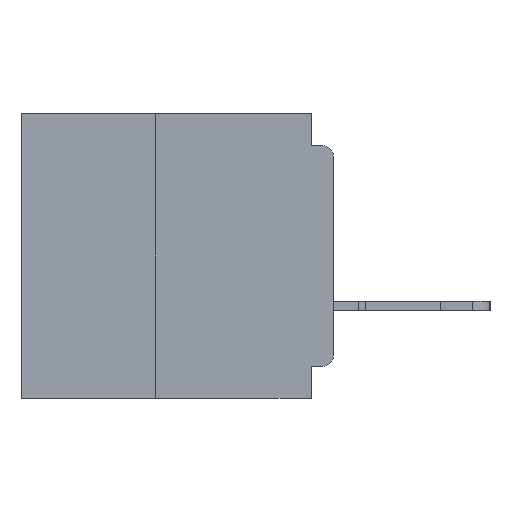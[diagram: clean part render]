
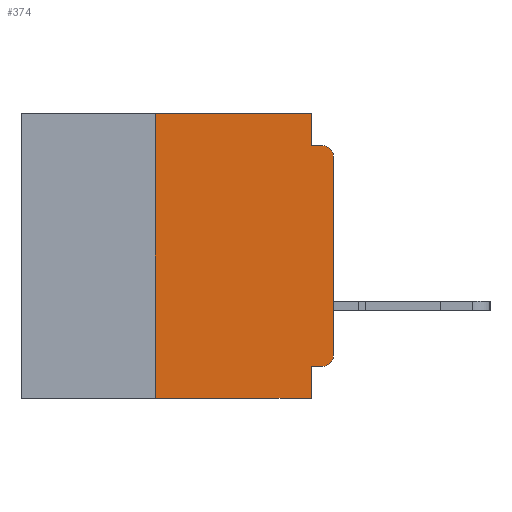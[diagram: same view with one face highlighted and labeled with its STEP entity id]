
A CAD part, left-side view. The second image highlights one B-rep face of the part: STEP entity #374.
In plain terms, the highlighted planar face has unit normal (-1, 0, 0).
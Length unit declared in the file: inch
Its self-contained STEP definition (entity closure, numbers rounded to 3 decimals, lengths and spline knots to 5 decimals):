
#374 = ADVANCED_FACE ( 'NONE', ( #52840 ), #19308, .F. ) ;
#2724 = VERTEX_POINT ( 'NONE', #50179 ) ;
#3159 = VECTOR ( 'NONE', #13968, 39.37008 ) ;
#3182 = LINE ( 'NONE', #59500, #54278 ) ;
#4160 = DIRECTION ( 'NONE',  ( 0., 0., -1. ) ) ;
#4915 = CIRCLE ( 'NONE', #22561, 0.015 ) ;
#5659 = DIRECTION ( 'NONE',  ( 0., -1., 0. ) ) ;
#7059 = CARTESIAN_POINT ( 'NONE',  ( 0., 0.25, -0.4 ) ) ;
#7441 = CARTESIAN_POINT ( 'NONE',  ( 0., 0.015, -0.06 ) ) ;
#7464 = CARTESIAN_POINT ( 'NONE',  ( 0., 0.015, -0.045 ) ) ;
#7992 = ORIENTED_EDGE ( 'NONE', *, *, #50110, .F. ) ;
#8368 = VECTOR ( 'NONE', #5659, 39.37008 ) ;
#8671 = CARTESIAN_POINT ( 'NONE',  ( 0., 0., -0.34 ) ) ;
#8984 = CARTESIAN_POINT ( 'NONE',  ( 0., 0.437, -0.4 ) ) ;
#9861 = CARTESIAN_POINT ( 'NONE',  ( 0., 0., -0.06 ) ) ;
#10382 = VECTOR ( 'NONE', #18819, 39.37008 ) ;
#11036 = VECTOR ( 'NONE', #14266, 39.37008 ) ;
#11075 = EDGE_CURVE ( 'NONE', #12644, #51192, #4915, .T. ) ;
#11334 = VECTOR ( 'NONE', #22505, 39.37008 ) ;
#12049 = DIRECTION ( 'NONE',  ( 0., 0., 1. ) ) ;
#12425 = DIRECTION ( 'NONE',  ( 0., 0., -1. ) ) ;
#12644 = VERTEX_POINT ( 'NONE', #9861 ) ;
#13968 = DIRECTION ( 'NONE',  ( 0., -1., 0. ) ) ;
#14266 = DIRECTION ( 'NONE',  ( 0., 1., 0. ) ) ;
#15289 = EDGE_CURVE ( 'NONE', #33298, #51822, #63560, .T. ) ;
#15314 = VERTEX_POINT ( 'NONE', #58941 ) ;
#17593 = ORIENTED_EDGE ( 'NONE', *, *, #54310, .F. ) ;
#18059 = LINE ( 'NONE', #47713, #42826 ) ;
#18104 = ORIENTED_EDGE ( 'NONE', *, *, #49361, .F. ) ;
#18819 = DIRECTION ( 'NONE',  ( 0., -1., 0. ) ) ;
#18964 = DIRECTION ( 'NONE',  ( 0., 0., -1. ) ) ;
#19105 = DIRECTION ( 'NONE',  ( 1., 0., 0. ) ) ;
#19308 = PLANE ( 'NONE',  #55636 ) ;
#19318 = CARTESIAN_POINT ( 'NONE',  ( 0., 0.437, 0. ) ) ;
#19482 = CARTESIAN_POINT ( 'NONE',  ( 0., 0., -0.355 ) ) ;
#19791 = ORIENTED_EDGE ( 'NONE', *, *, #42005, .F. ) ;
#22505 = DIRECTION ( 'NONE',  ( 0., 0., 1. ) ) ;
#22561 = AXIS2_PLACEMENT_3D ( 'NONE', #7441, #42099, #12425 ) ;
#23831 = EDGE_LOOP ( 'NONE', ( #31687, #54057, #18104, #19791, #17593, #36216, #35898, #7992, #54343, #38427 ) ) ;
#24949 = VERTEX_POINT ( 'NONE', #31708 ) ;
#26295 = VECTOR ( 'NONE', #12049, 39.37008 ) ;
#27660 = LINE ( 'NONE', #32249, #11334 ) ;
#28786 = CARTESIAN_POINT ( 'NONE',  ( 0., 0., -0.045 ) ) ;
#29600 = LINE ( 'NONE', #8984, #3159 ) ;
#30012 = DIRECTION ( 'NONE',  ( 0., 0., -1. ) ) ;
#30972 = LINE ( 'NONE', #7059, #26295 ) ;
#31687 = ORIENTED_EDGE ( 'NONE', *, *, #61470, .T. ) ;
#31708 = CARTESIAN_POINT ( 'NONE',  ( 0., 0.031, 0. ) ) ;
#32249 = CARTESIAN_POINT ( 'NONE',  ( 0., 0., 0. ) ) ;
#33177 = LINE ( 'NONE', #35388, #8368 ) ;
#33298 = VERTEX_POINT ( 'NONE', #54706 ) ;
#33893 = DIRECTION ( 'NONE',  ( -1., 0., 0. ) ) ;
#35388 = CARTESIAN_POINT ( 'NONE',  ( 0., 0.437, 0. ) ) ;
#35898 = ORIENTED_EDGE ( 'NONE', *, *, #44542, .T. ) ;
#36216 = ORIENTED_EDGE ( 'NONE', *, *, #43434, .F. ) ;
#38427 = ORIENTED_EDGE ( 'NONE', *, *, #58189, .T. ) ;
#39375 = VERTEX_POINT ( 'NONE', #8671 ) ;
#40839 = VERTEX_POINT ( 'NONE', #41216 ) ;
#41216 = CARTESIAN_POINT ( 'NONE',  ( 0., 0.25, -0.4 ) ) ;
#42005 = EDGE_CURVE ( 'NONE', #24949, #2724, #3182, .T. ) ;
#42099 = DIRECTION ( 'NONE',  ( -1., 0., 0. ) ) ;
#42826 = VECTOR ( 'NONE', #62680, 39.37008 ) ;
#43434 = EDGE_CURVE ( 'NONE', #40839, #15314, #30972, .T. ) ;
#44542 = EDGE_CURVE ( 'NONE', #40839, #58109, #29600, .T. ) ;
#47713 = CARTESIAN_POINT ( 'NONE',  ( 0., 0.031, -0.4 ) ) ;
#49361 = EDGE_CURVE ( 'NONE', #2724, #51192, #54473, .T. ) ;
#50110 = EDGE_CURVE ( 'NONE', #51822, #58109, #18059, .T. ) ;
#50179 = CARTESIAN_POINT ( 'NONE',  ( 0., 0.031, -0.045 ) ) ;
#50468 = AXIS2_PLACEMENT_3D ( 'NONE', #63349, #33893, #4160 ) ;
#51192 = VERTEX_POINT ( 'NONE', #7464 ) ;
#51279 = CIRCLE ( 'NONE', #50468, 0.015 ) ;
#51822 = VERTEX_POINT ( 'NONE', #62020 ) ;
#52840 = FACE_OUTER_BOUND ( 'NONE', #23831, .T. ) ;
#53474 = CARTESIAN_POINT ( 'NONE',  ( 0., 0.031, -0.4 ) ) ;
#54057 = ORIENTED_EDGE ( 'NONE', *, *, #11075, .T. ) ;
#54278 = VECTOR ( 'NONE', #30012, 39.37008 ) ;
#54310 = EDGE_CURVE ( 'NONE', #15314, #24949, #33177, .T. ) ;
#54343 = ORIENTED_EDGE ( 'NONE', *, *, #15289, .F. ) ;
#54473 = LINE ( 'NONE', #28786, #10382 ) ;
#54706 = CARTESIAN_POINT ( 'NONE',  ( 0., 0.015, -0.355 ) ) ;
#55636 = AXIS2_PLACEMENT_3D ( 'NONE', #19318, #19105, #18964 ) ;
#58109 = VERTEX_POINT ( 'NONE', #53474 ) ;
#58189 = EDGE_CURVE ( 'NONE', #33298, #39375, #51279, .T. ) ;
#58941 = CARTESIAN_POINT ( 'NONE',  ( 0., 0.25, 0. ) ) ;
#59500 = CARTESIAN_POINT ( 'NONE',  ( 0., 0.031, 0. ) ) ;
#61470 = EDGE_CURVE ( 'NONE', #39375, #12644, #27660, .T. ) ;
#62020 = CARTESIAN_POINT ( 'NONE',  ( 0., 0.031, -0.355 ) ) ;
#62680 = DIRECTION ( 'NONE',  ( 0., 0., -1. ) ) ;
#63349 = CARTESIAN_POINT ( 'NONE',  ( 0., 0.015, -0.34 ) ) ;
#63560 = LINE ( 'NONE', #19482, #11036 ) ;
